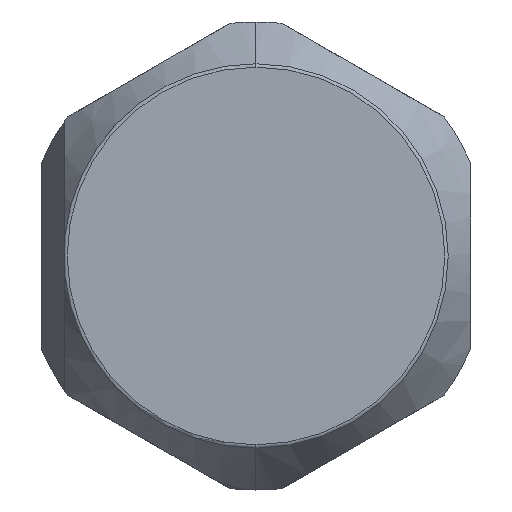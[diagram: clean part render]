
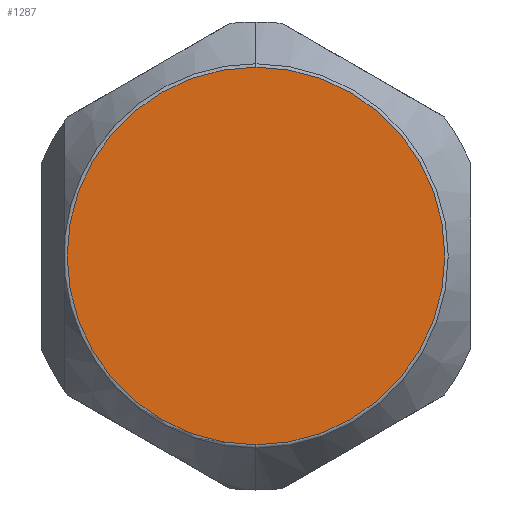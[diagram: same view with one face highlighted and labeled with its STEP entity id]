
A CAD part, left-side view. The second image highlights one B-rep face of the part: STEP entity #1287.
In plain terms, the highlighted planar face has unit normal (-1, 0, 0).
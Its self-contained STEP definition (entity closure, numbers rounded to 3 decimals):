
#542 = FACE_OUTER_BOUND ( 'NONE', #3796, .T. ) ;
#665 = CIRCLE ( 'NONE', #2851, 24.211 ) ;
#715 = CIRCLE ( 'NONE', #2820, 24.211 ) ;
#1020 = VERTEX_POINT ( 'NONE', #1977 ) ;
#1287 = ADVANCED_FACE ( 'NONE', ( #542 ), #3191, .T. ) ;
#1689 = VERTEX_POINT ( 'NONE', #3325 ) ;
#1977 = CARTESIAN_POINT ( 'NONE',  ( 0., 0., -24.211 ) ) ;
#2660 = CARTESIAN_POINT ( 'NONE',  ( 0., 0., 0. ) ) ;
#2661 = DIRECTION ( 'NONE',  ( 1., 0., 0. ) ) ;
#2662 = DIRECTION ( 'NONE',  ( 0., 0., -1. ) ) ;
#2820 = AXIS2_PLACEMENT_3D ( 'NONE', #2660, #2661, #2662 ) ;
#2851 = AXIS2_PLACEMENT_3D ( 'NONE', #3559, #3560, #3561 ) ;
#2913 = AXIS2_PLACEMENT_3D ( 'NONE', #3192, #3193, #3194 ) ;
#3191 = PLANE ( 'NONE',  #2913 ) ;
#3192 = CARTESIAN_POINT ( 'NONE',  ( 0., 0., 0. ) ) ;
#3193 = DIRECTION ( 'NONE',  ( -1., 0., 0. ) ) ;
#3194 = DIRECTION ( 'NONE',  ( 0., 0., 1. ) ) ;
#3325 = CARTESIAN_POINT ( 'NONE',  ( 0., 0., 24.211 ) ) ;
#3559 = CARTESIAN_POINT ( 'NONE',  ( 0., 0., 0. ) ) ;
#3560 = DIRECTION ( 'NONE',  ( 1., 0., 0. ) ) ;
#3561 = DIRECTION ( 'NONE',  ( 0., 0., -1. ) ) ;
#3796 = EDGE_LOOP ( 'NONE', ( #4209, #4210 ) ) ;
#3819 = EDGE_CURVE ( 'NONE', #1020, #1689, #665, .T. ) ;
#4209 = ORIENTED_EDGE ( 'NONE', *, *, #3819, .F. ) ;
#4210 = ORIENTED_EDGE ( 'NONE', *, *, #4366, .F. ) ;
#4366 = EDGE_CURVE ( 'NONE', #1689, #1020, #715, .T. ) ;
